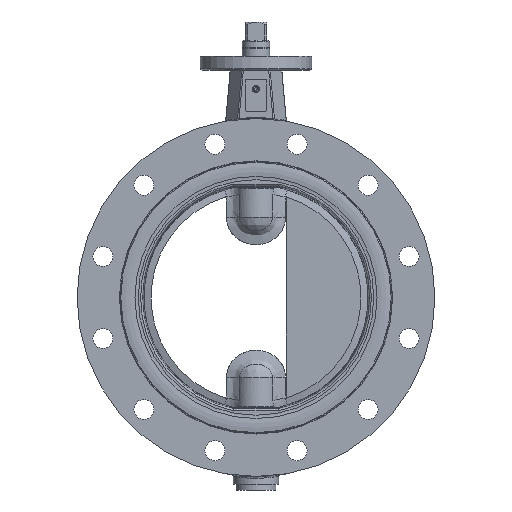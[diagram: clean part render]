
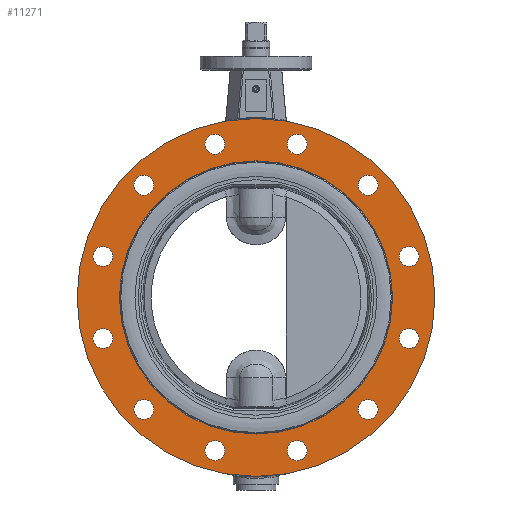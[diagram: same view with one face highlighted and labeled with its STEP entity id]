
A CAD part, left-side view. The second image highlights one B-rep face of the part: STEP entity #11271.
In plain terms, the highlighted planar face has unit normal (-1, 0, 0).
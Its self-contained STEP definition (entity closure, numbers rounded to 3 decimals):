
#2185=PLANE('',#12145);
#2461=FACE_BOUND('',#3494,.T.);
#2462=FACE_BOUND('',#3495,.T.);
#2463=FACE_BOUND('',#3496,.T.);
#2464=FACE_BOUND('',#3497,.T.);
#2465=FACE_BOUND('',#3498,.T.);
#2466=FACE_BOUND('',#3499,.T.);
#2467=FACE_BOUND('',#3500,.T.);
#2468=FACE_BOUND('',#3501,.T.);
#2469=FACE_BOUND('',#3502,.T.);
#2470=FACE_BOUND('',#3503,.T.);
#2471=FACE_BOUND('',#3504,.T.);
#2472=FACE_BOUND('',#3505,.T.);
#2473=FACE_BOUND('',#3506,.T.);
#2755=FACE_OUTER_BOUND('',#3493,.T.);
#3493=EDGE_LOOP('',(#7800));
#3494=EDGE_LOOP('',(#7801));
#3495=EDGE_LOOP('',(#7802));
#3496=EDGE_LOOP('',(#7803));
#3497=EDGE_LOOP('',(#7804));
#3498=EDGE_LOOP('',(#7805));
#3499=EDGE_LOOP('',(#7806));
#3500=EDGE_LOOP('',(#7807));
#3501=EDGE_LOOP('',(#7808));
#3502=EDGE_LOOP('',(#7809));
#3503=EDGE_LOOP('',(#7810));
#3504=EDGE_LOOP('',(#7811));
#3505=EDGE_LOOP('',(#7812));
#3506=EDGE_LOOP('',(#7813));
#4288=CIRCLE('',#12110,11.);
#4290=CIRCLE('',#12113,11.);
#4292=CIRCLE('',#12116,11.);
#4294=CIRCLE('',#12119,11.);
#4296=CIRCLE('',#12122,11.);
#4298=CIRCLE('',#12125,11.);
#4300=CIRCLE('',#12128,11.);
#4302=CIRCLE('',#12131,11.);
#4304=CIRCLE('',#12134,11.);
#4306=CIRCLE('',#12137,11.);
#4308=CIRCLE('',#12140,11.);
#4310=CIRCLE('',#12143,11.);
#4312=CIRCLE('',#12146,197.5);
#4313=CIRCLE('',#12147,150.75);
#4796=VERTEX_POINT('',#16845);
#4798=VERTEX_POINT('',#16850);
#4800=VERTEX_POINT('',#16855);
#4802=VERTEX_POINT('',#16860);
#4804=VERTEX_POINT('',#16865);
#4806=VERTEX_POINT('',#16870);
#4808=VERTEX_POINT('',#16875);
#4810=VERTEX_POINT('',#16880);
#4812=VERTEX_POINT('',#16885);
#4814=VERTEX_POINT('',#16890);
#4816=VERTEX_POINT('',#16895);
#4818=VERTEX_POINT('',#16900);
#4820=VERTEX_POINT('',#16905);
#4821=VERTEX_POINT('',#16907);
#5937=EDGE_CURVE('',#4796,#4796,#4288,.T.);
#5939=EDGE_CURVE('',#4798,#4798,#4290,.T.);
#5941=EDGE_CURVE('',#4800,#4800,#4292,.T.);
#5943=EDGE_CURVE('',#4802,#4802,#4294,.T.);
#5945=EDGE_CURVE('',#4804,#4804,#4296,.T.);
#5947=EDGE_CURVE('',#4806,#4806,#4298,.T.);
#5949=EDGE_CURVE('',#4808,#4808,#4300,.T.);
#5951=EDGE_CURVE('',#4810,#4810,#4302,.T.);
#5953=EDGE_CURVE('',#4812,#4812,#4304,.T.);
#5955=EDGE_CURVE('',#4814,#4814,#4306,.T.);
#5957=EDGE_CURVE('',#4816,#4816,#4308,.T.);
#5959=EDGE_CURVE('',#4818,#4818,#4310,.T.);
#5961=EDGE_CURVE('',#4820,#4820,#4312,.T.);
#5962=EDGE_CURVE('',#4821,#4821,#4313,.T.);
#7800=ORIENTED_EDGE('',*,*,#5961,.T.);
#7801=ORIENTED_EDGE('',*,*,#5937,.T.);
#7802=ORIENTED_EDGE('',*,*,#5939,.T.);
#7803=ORIENTED_EDGE('',*,*,#5941,.T.);
#7804=ORIENTED_EDGE('',*,*,#5943,.T.);
#7805=ORIENTED_EDGE('',*,*,#5945,.T.);
#7806=ORIENTED_EDGE('',*,*,#5947,.T.);
#7807=ORIENTED_EDGE('',*,*,#5949,.T.);
#7808=ORIENTED_EDGE('',*,*,#5951,.T.);
#7809=ORIENTED_EDGE('',*,*,#5953,.T.);
#7810=ORIENTED_EDGE('',*,*,#5955,.T.);
#7811=ORIENTED_EDGE('',*,*,#5957,.T.);
#7812=ORIENTED_EDGE('',*,*,#5959,.T.);
#7813=ORIENTED_EDGE('',*,*,#5962,.T.);
#11271=ADVANCED_FACE('',(#2755,#2461,#2462,#2463,#2464,#2465,#2466,#2467,
#2468,#2469,#2470,#2471,#2472,#2473),#2185,.F.);
#12110=AXIS2_PLACEMENT_3D('',#16846,#13516,#13517);
#12113=AXIS2_PLACEMENT_3D('',#16851,#13522,#13523);
#12116=AXIS2_PLACEMENT_3D('',#16856,#13528,#13529);
#12119=AXIS2_PLACEMENT_3D('',#16861,#13534,#13535);
#12122=AXIS2_PLACEMENT_3D('',#16866,#13540,#13541);
#12125=AXIS2_PLACEMENT_3D('',#16871,#13546,#13547);
#12128=AXIS2_PLACEMENT_3D('',#16876,#13552,#13553);
#12131=AXIS2_PLACEMENT_3D('',#16881,#13558,#13559);
#12134=AXIS2_PLACEMENT_3D('',#16886,#13564,#13565);
#12137=AXIS2_PLACEMENT_3D('',#16891,#13570,#13571);
#12140=AXIS2_PLACEMENT_3D('',#16896,#13576,#13577);
#12143=AXIS2_PLACEMENT_3D('',#16901,#13582,#13583);
#12145=AXIS2_PLACEMENT_3D('',#16904,#13586,#13587);
#12146=AXIS2_PLACEMENT_3D('',#16906,#13588,#13589);
#12147=AXIS2_PLACEMENT_3D('',#16908,#13590,#13591);
#13516=DIRECTION('center_axis',(1.,0.,0.));
#13517=DIRECTION('ref_axis',(0.,-0.5,0.866));
#13522=DIRECTION('center_axis',(1.,0.,0.));
#13523=DIRECTION('ref_axis',(0.,0.,1.));
#13528=DIRECTION('center_axis',(1.,0.,0.));
#13529=DIRECTION('ref_axis',(0.,0.5,0.866));
#13534=DIRECTION('center_axis',(1.,0.,0.));
#13535=DIRECTION('ref_axis',(0.,0.866,0.5));
#13540=DIRECTION('center_axis',(1.,0.,0.));
#13541=DIRECTION('ref_axis',(0.,1.,0.));
#13546=DIRECTION('center_axis',(1.,0.,0.));
#13547=DIRECTION('ref_axis',(0.,0.866,-0.5));
#13552=DIRECTION('center_axis',(1.,0.,0.));
#13553=DIRECTION('ref_axis',(0.,0.5,-0.866));
#13558=DIRECTION('center_axis',(1.,0.,0.));
#13559=DIRECTION('ref_axis',(0.,0.,-1.));
#13564=DIRECTION('center_axis',(1.,0.,0.));
#13565=DIRECTION('ref_axis',(0.,-0.5,-0.866));
#13570=DIRECTION('center_axis',(1.,0.,0.));
#13571=DIRECTION('ref_axis',(0.,-0.866,-0.5));
#13576=DIRECTION('center_axis',(1.,0.,0.));
#13577=DIRECTION('ref_axis',(0.,-0.866,0.5));
#13582=DIRECTION('center_axis',(1.,0.,0.));
#13583=DIRECTION('ref_axis',(0.,-1.,0.));
#13586=DIRECTION('center_axis',(1.,0.,0.));
#13587=DIRECTION('ref_axis',(0.,0.,-1.));
#13588=DIRECTION('center_axis',(-1.,0.,0.));
#13589=DIRECTION('ref_axis',(0.,-1.,0.));
#13590=DIRECTION('center_axis',(1.,0.,0.));
#13591=DIRECTION('ref_axis',(0.,0.,1.));
#16845=CARTESIAN_POINT('',(-34.,174.537,35.767));
#16846=CARTESIAN_POINT('Origin',(-34.,169.037,45.293));
#16850=CARTESIAN_POINT('',(-34.,169.037,-56.293));
#16851=CARTESIAN_POINT('Origin',(-34.,169.037,-45.293));
#16855=CARTESIAN_POINT('',(-34.,118.244,-133.27));
#16856=CARTESIAN_POINT('Origin',(-34.,123.744,-123.744));
#16860=CARTESIAN_POINT('',(-34.,35.767,-174.537));
#16861=CARTESIAN_POINT('Origin',(-34.,45.293,-169.037));
#16865=CARTESIAN_POINT('',(-34.,-56.293,-169.037));
#16866=CARTESIAN_POINT('Origin',(-34.,-45.293,-169.037));
#16870=CARTESIAN_POINT('',(-34.,-133.27,-118.244));
#16871=CARTESIAN_POINT('Origin',(-34.,-123.744,-123.744));
#16875=CARTESIAN_POINT('',(-34.,-174.537,-35.767));
#16876=CARTESIAN_POINT('Origin',(-34.,-169.037,-45.293));
#16880=CARTESIAN_POINT('',(-34.,-169.037,56.293));
#16881=CARTESIAN_POINT('Origin',(-34.,-169.037,45.293));
#16885=CARTESIAN_POINT('',(-34.,-118.244,133.27));
#16886=CARTESIAN_POINT('Origin',(-34.,-123.744,123.744));
#16890=CARTESIAN_POINT('',(-34.,-35.767,174.537));
#16891=CARTESIAN_POINT('Origin',(-34.,-45.293,169.037));
#16895=CARTESIAN_POINT('',(-34.,133.27,118.244));
#16896=CARTESIAN_POINT('Origin',(-34.,123.744,123.744));
#16900=CARTESIAN_POINT('',(-34.,56.293,169.037));
#16901=CARTESIAN_POINT('Origin',(-34.,45.293,169.037));
#16904=CARTESIAN_POINT('Origin',(-34.,0.,175.375));
#16905=CARTESIAN_POINT('',(-34.,197.5,0.));
#16906=CARTESIAN_POINT('Origin',(-34.,0.,0.));
#16907=CARTESIAN_POINT('',(-34.,0.,150.75));
#16908=CARTESIAN_POINT('Origin',(-34.,0.,0.));
